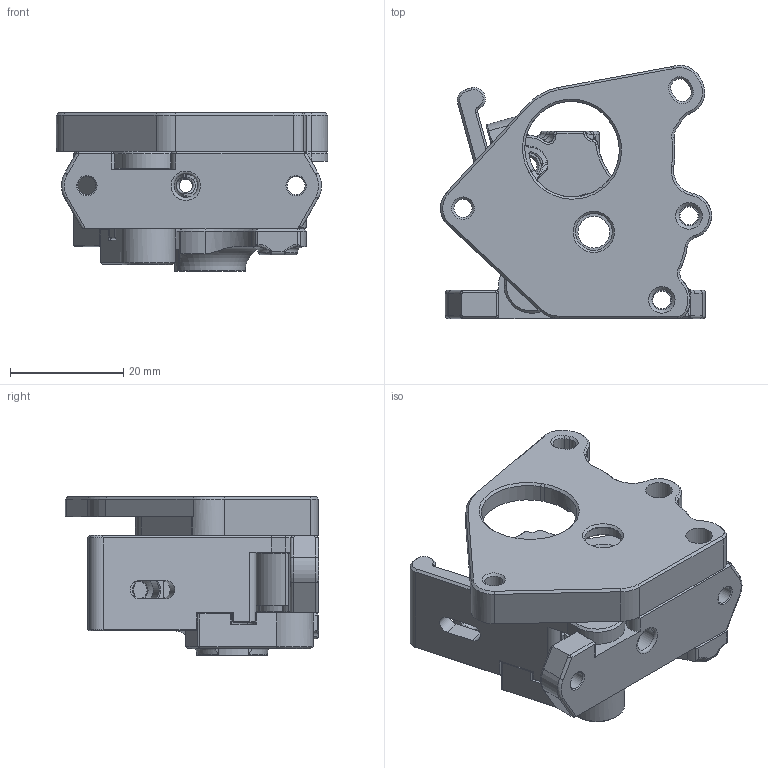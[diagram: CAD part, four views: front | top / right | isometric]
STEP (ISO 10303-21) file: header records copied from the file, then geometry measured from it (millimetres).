
FILE_DESCRIPTION(/* description */ ('STEP AP242','CAx-IF Rec.Pracs.---Representation and Presentation of Product Manufacturing Information (PMI)---4.0---2014-10-13','CAx-IF Rec.Pracs.---3D Tessellated Geometry---0.4---2014-09-14','2;1'),/* implementation_level */ '2;1');
FILE_NAME(/* name */ '62c98b540e37323f8f202e55',/* time_stamp */ '2022-07-09T14:06:14+00:00',/* author */ (''),/* organization */ (''),/* preprocessor_version */ 'ST-DEVELOPER v18.102',/* originating_system */ ' ',/* authorisation */ ' ');
FILE_SCHEMA (('AP242_MANAGED_MODEL_BASED_3D_ENGINEERING_MIM_LF { 1 0 10303 442 1 1 4 }'));
Length unit declared in the file: metre
Products named in the file (5): MidBody; Tensioner_b; FrontCover; BackPlate; Tensioner_a
Bounding box: 47.95 x 44.76 x 28 mm (x, y, z)
Volume: 17091.5 mm3; surface area: 13048.4 mm2
Topology: 5 solids, 5 shells, 627 faces, 1602 edges, 975 vertices
Faces by surface type: cylinder 226, plane 154, cone 146, bspline 58, torus 38, sphere 5
Full cylindrical faces by diameter (mm): 1.8 x1, 2 x1, 2.4 x1, 3 x1, 3.008 x2, 3.2 x11, 3.3 x1, 4 x1, 4.2 x1, 4.7 x4, 5.6 x1, 6 x1, 6.2 x1, 6.5 x1, 8.1 x2, 12.5 x1
Entity records: 20717 total; most frequent: CARTESIAN_POINT 5942, DIRECTION 3135, ORIENTED_EDGE 3012, EDGE_CURVE 1506, AXIS2_PLACEMENT_3D 1269, VERTEX_POINT 947, EDGE_LOOP 731, FACE_BOUND 731
